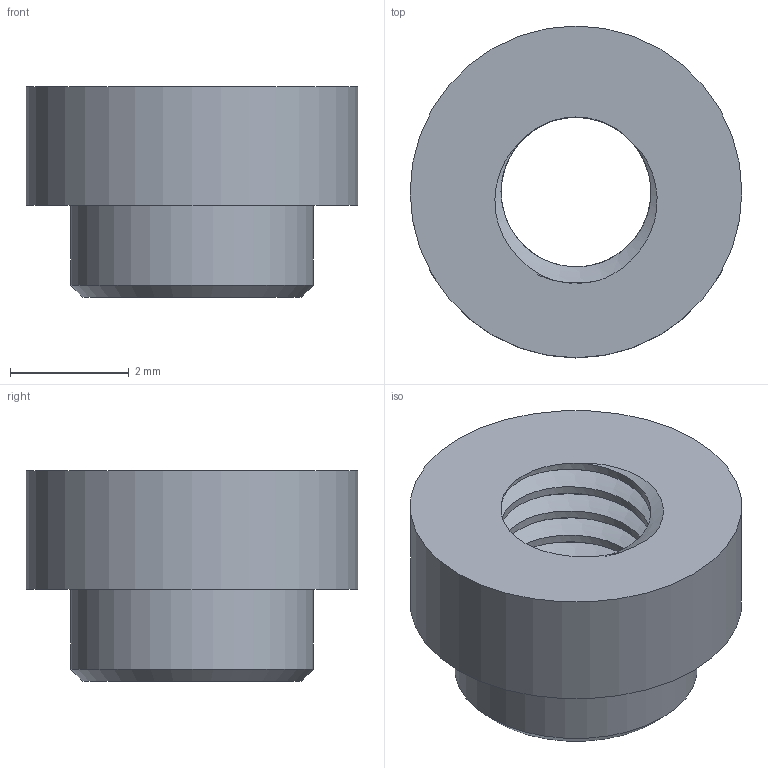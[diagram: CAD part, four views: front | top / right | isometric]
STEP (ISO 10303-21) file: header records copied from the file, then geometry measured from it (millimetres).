
FILE_DESCRIPTION(/* description */ (''),/* implementation_level */ '2;1');
FILE_NAME(/* name */ 'LSMTSO-M3-2-ET v1.step',/* time_stamp */ '2023-07-28T14:25:56+02:00',/* author */ (''),/* organization */ (''),/* preprocessor_version */ 'ST-DEVELOPER v20',/* originating_system */ 'Autodesk Translation Framework v12.9.0.99',/* authorisation */ '');
FILE_SCHEMA (('AUTOMOTIVE_DESIGN { 1 0 10303 214 3 1 1 }'));
Length unit declared in the file: millimetre
Products named in the file (1): LSMTSO-M3-2-ET
Bounding box: 5.6 x 5.6 x 3.55 mm (x, y, z)
Volume: 48.2 mm3; surface area: 141.8 mm2
Topology: 1 solids, 1 shells, 24 faces, 62 edges, 41 vertices
Faces by surface type: cylinder 18, plane 3, bspline 2, cone 1
Full cylindrical faces by diameter (mm): 2.529 x2, 3.086 x2, 4.1 x1, 5.6 x1
Entity records: 1850 total; most frequent: CARTESIAN_POINT 1292, ORIENTED_EDGE 124, DIRECTION 81, EDGE_CURVE 62, VERTEX_POINT 41, B_SPLINE_CURVE_WITH_KNOTS 36, AXIS2_PLACEMENT_3D 32, EDGE_LOOP 27
